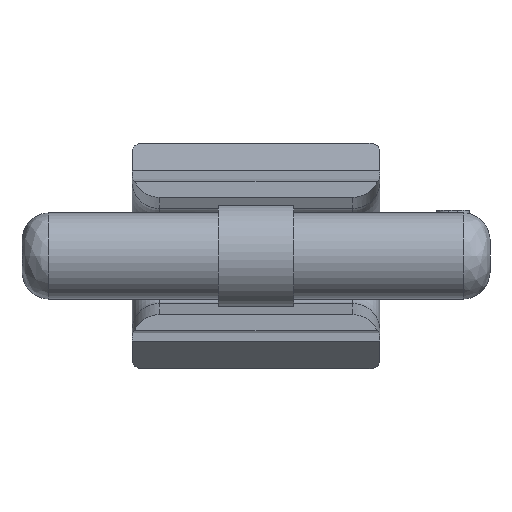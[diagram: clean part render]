
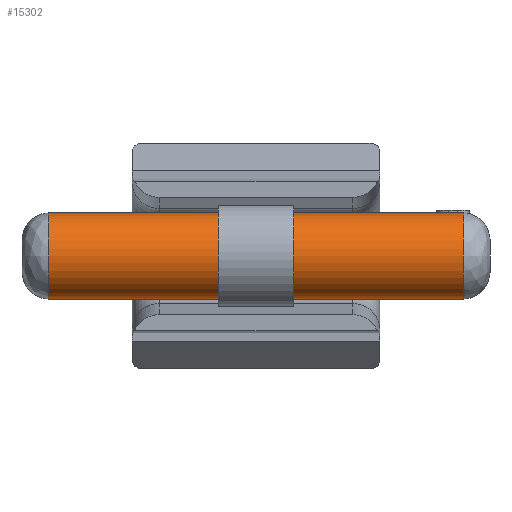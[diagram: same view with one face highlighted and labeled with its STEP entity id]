
A CAD part, front view. The second image highlights one B-rep face of the part: STEP entity #15302.
In plain terms, the highlighted cylindrical face has radius 8 mm (diameter 16 mm), a partial arc.
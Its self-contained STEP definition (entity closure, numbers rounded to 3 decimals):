
#11195=CARTESIAN_POINT('',(38.5,-48.,0.));
#11196=DIRECTION('',(-1.,0.,0.));
#11197=DIRECTION('',(0.,0.,-1.));
#11198=AXIS2_PLACEMENT_3D('',#11195,#11196,#11197);
#11855=DIRECTION('',(1.,0.,0.));
#11856=VECTOR('',#11855,77.);
#11857=CARTESIAN_POINT('',(-38.5,-48.,-8.));
#11858=LINE('',#11857,#11856);
#11859=CARTESIAN_POINT('',(-38.5,-48.,0.));
#11860=DIRECTION('',(-1.,0.,0.));
#11861=DIRECTION('',(0.,0.,-1.));
#11862=AXIS2_PLACEMENT_3D('',#11859,#11860,#11861);
#11864=DIRECTION('',(1.,0.,0.));
#11865=VECTOR('',#11864,77.);
#11866=CARTESIAN_POINT('',(-38.5,-48.,8.));
#11867=LINE('',#11866,#11865);
#12254=CARTESIAN_POINT('',(-38.5,-48.,8.));
#12256=VERTEX_POINT('',#12254);
#12307=CARTESIAN_POINT('',(38.5,-48.,8.));
#12308=VERTEX_POINT('',#12307);
#12318=CARTESIAN_POINT('',(-38.5,-48.,-8.));
#12320=VERTEX_POINT('',#12318);
#12350=CARTESIAN_POINT('',(38.5,-48.,-8.));
#12352=VERTEX_POINT('',#12350);
#15291=CARTESIAN_POINT('',(100.207,-48.,0.));
#15292=DIRECTION('',(1.,0.,0.));
#15293=DIRECTION('',(0.,0.,1.));
#15294=AXIS2_PLACEMENT_3D('',#15291,#15292,#15293);
#15295=CYLINDRICAL_SURFACE('',#15294,8.);
#15296=ORIENTED_EDGE('',*,*,#14258,.F.);
#15297=ORIENTED_EDGE('',*,*,#13606,.F.);
#15298=ORIENTED_EDGE('',*,*,#14444,.T.);
#15299=ORIENTED_EDGE('',*,*,#12554,.T.);
#15300=EDGE_LOOP('',(#15296,#15297,#15298,#15299));
#15301=FACE_OUTER_BOUND('',#15300,.F.);
#15302=ADVANCED_FACE('',(#15301),#15295,.T.);
#11199=CIRCLE('',#11198,8.);
#11863=CIRCLE('',#11862,8.);
#12554=EDGE_CURVE('',#12256,#12308,#11867,.T.);
#13606=EDGE_CURVE('',#12320,#12352,#11858,.T.);
#14258=EDGE_CURVE('',#12352,#12308,#11199,.T.);
#14444=EDGE_CURVE('',#12320,#12256,#11863,.T.);
